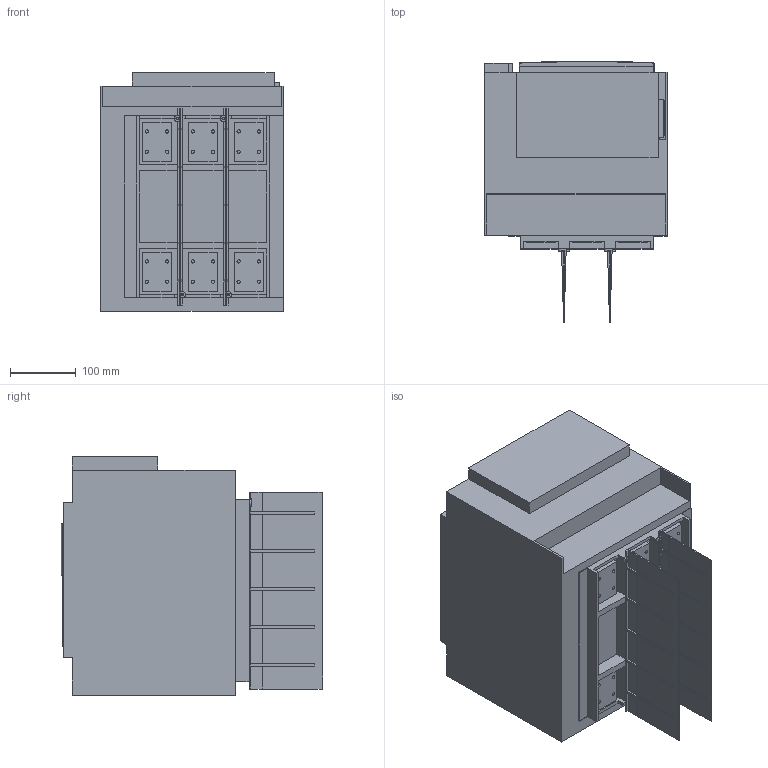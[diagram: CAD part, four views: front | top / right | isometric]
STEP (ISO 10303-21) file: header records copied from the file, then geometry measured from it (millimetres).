
FILE_DESCRIPTION(('CATIA V5 STEP Exchange'),'2;1');
FILE_NAME('1SDH001336R0400_E1.2-E W III PROTECTIONS AND PHASE BARRIERS.stp','2022-09-12T09:51:08+00:00',('none'),('none'),'CATIA Version 5-6 Release 2014 SP7','CATIA V5 STEP AP203','none');
FILE_SCHEMA(('CONFIG_CONTROL_DESIGN'));
Length unit declared in the file: millimetre
Products named in the file (1): 1SDH001336R0400_E1.2-E W III PROTECTIONS AND PHASE BARRIERS
Bounding box: 278 x 397.77 x 363.5 mm (x, y, z)
Volume: 15396649.4 mm3; surface area: 1886215.4 mm2
Topology: 19 solids, 19 shells, 1391 faces, 3808 edges, 2476 vertices
Faces by surface type: plane 974, cylinder 347, torus 43, sphere 18, bspline 9
Entity records: 43172 total; most frequent: CARTESIAN_POINT 9860, ORIENTED_EDGE 7576, DIRECTION 5544, EDGE_CURVE 3788, VECTOR 2972, LINE 2972, VERTEX_POINT 2476, AXIS2_PLACEMENT_3D 1616
